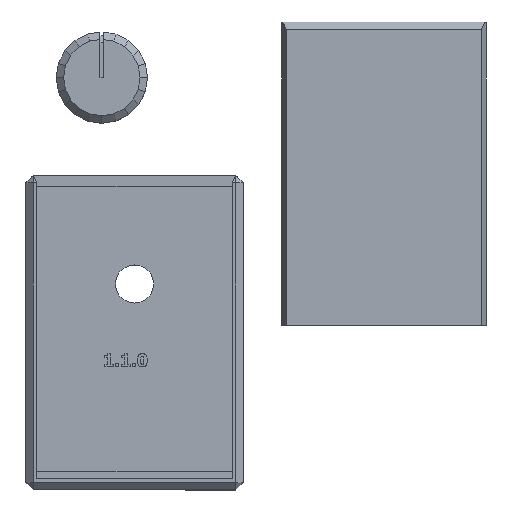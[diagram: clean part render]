
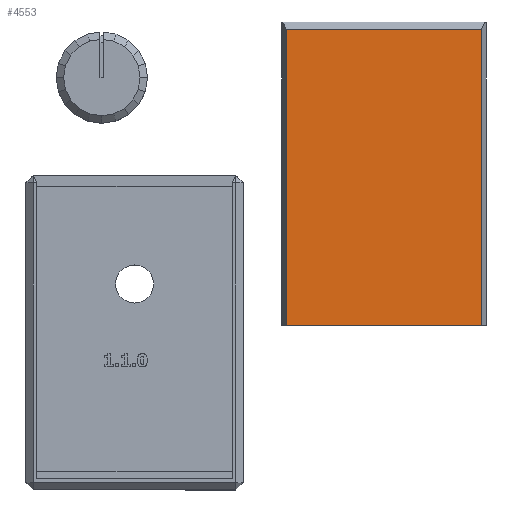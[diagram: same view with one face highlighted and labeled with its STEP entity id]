
A CAD part, top view. The second image highlights one B-rep face of the part: STEP entity #4553.
In plain terms, the highlighted face is planar.
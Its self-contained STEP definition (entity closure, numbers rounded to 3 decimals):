
#485=FACE_OUTER_BOUND('',#752,.T.);
#752=EDGE_LOOP('',(#4053,#4054,#4055,#4056));
#1265=LINE('',#7913,#1778);
#1266=LINE('',#7916,#1779);
#1269=LINE('',#7922,#1782);
#1270=LINE('',#7923,#1783);
#1778=VECTOR('',#5817,10.);
#1779=VECTOR('',#5820,10.);
#1782=VECTOR('',#5825,10.);
#1783=VECTOR('',#5826,10.);
#2190=VERTEX_POINT('',#7909);
#2191=VERTEX_POINT('',#7911);
#2192=VERTEX_POINT('',#7915);
#2194=VERTEX_POINT('',#7921);
#2826=EDGE_CURVE('',#2191,#2190,#1265,.T.);
#2827=EDGE_CURVE('',#2192,#2190,#1266,.T.);
#2830=EDGE_CURVE('',#2194,#2191,#1269,.T.);
#2831=EDGE_CURVE('',#2194,#2192,#1270,.T.);
#4053=ORIENTED_EDGE('',*,*,#2826,.F.);
#4054=ORIENTED_EDGE('',*,*,#2830,.F.);
#4055=ORIENTED_EDGE('',*,*,#2831,.T.);
#4056=ORIENTED_EDGE('',*,*,#2827,.T.);
#4303=PLANE('',#4856);
#4553=ADVANCED_FACE('',(#485),#4303,.T.);
#4856=AXIS2_PLACEMENT_3D('',#7920,#5823,#5824);
#5817=DIRECTION('',(1.,0.,0.));
#5820=DIRECTION('',(0.,0.,1.));
#5823=DIRECTION('center_axis',(0.,-1.,0.));
#5824=DIRECTION('ref_axis',(1.,0.,0.));
#5825=DIRECTION('',(0.,0.,1.));
#5826=DIRECTION('',(1.,0.,0.));
#7909=CARTESIAN_POINT('',(53.4,0.,81.));
#7911=CARTESIAN_POINT('',(0.,0.,81.));
#7913=CARTESIAN_POINT('',(13.35,0.,81.));
#7915=CARTESIAN_POINT('',(53.4,0.,0.));
#7916=CARTESIAN_POINT('',(53.4,0.,0.));
#7920=CARTESIAN_POINT('Origin',(0.,0.,0.));
#7921=CARTESIAN_POINT('',(0.,0.,0.));
#7922=CARTESIAN_POINT('',(0.,0.,0.));
#7923=CARTESIAN_POINT('',(0.,0.,0.));
